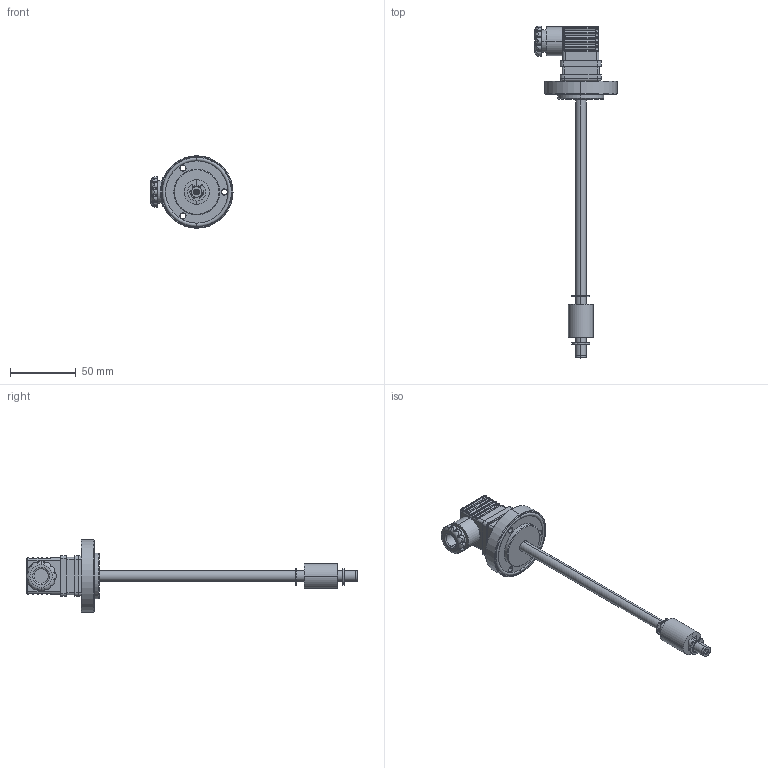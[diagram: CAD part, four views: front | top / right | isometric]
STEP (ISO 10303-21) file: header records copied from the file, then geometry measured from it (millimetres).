
FILE_DESCRIPTION (( 'STEP AP214' ), '1' );
FILE_NAME ('PN.STEP', '2020-02-12T16:10:41', ( '' ), ( '' ), 'SwSTEP 2.0', 'SolidWorks 2019', '' );
FILE_SCHEMA (( 'AUTOMOTIVE_DESIGN' ));
Length unit declared in the file: millimetre
Products named in the file (1): PN
Bounding box: 62.25 x 251.95 x 55 mm (x, y, z)
Surface area: 26770.2 mm2 (no closed solid volume)
Topology: 0 solids, 14 shells, 457 faces, 1336 edges, 854 vertices
Faces by surface type: cylinder 207, plane 122, bspline 54, torus 48, cone 14, sphere 12
Entity records: 22870 total; most frequent: CARTESIAN_POINT 6260, DIRECTION 2418, ORIENTED_EDGE 2336, EDGE_CURVE 1334, AXIS2_PLACEMENT_3D 956, VERTEX_POINT 854, CIRCLE 552, VECTOR 506
